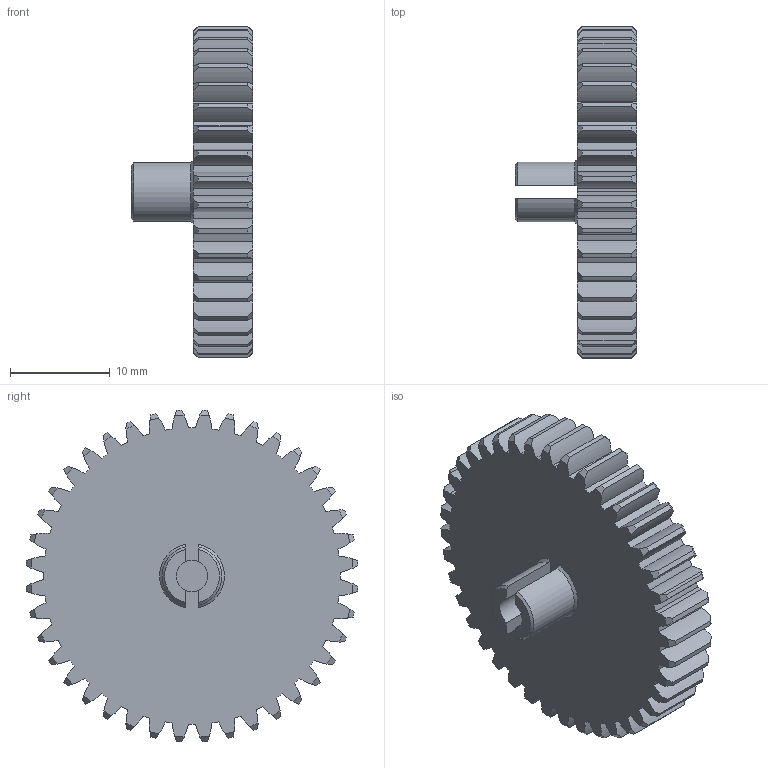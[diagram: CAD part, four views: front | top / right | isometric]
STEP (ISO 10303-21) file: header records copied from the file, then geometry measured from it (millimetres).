
FILE_DESCRIPTION (( 'STEP AP214' ), '1' );
FILE_NAME ('am-3202 40T 32DP 20PA NR Pinion Gear Only.STEP', '2017-08-29T22:58:12', ( '' ), ( '' ), 'SwSTEP 2.0', 'SolidWorks 2017', '' );
FILE_SCHEMA (( 'AUTOMOTIVE_DESIGN' ));
Length unit declared in the file: inch
Products named in the file (1): am-3202 40T 32DP 20PA NR Pinion Gear Only
Bounding box: 12.22 x 33.27 x 33.27 mm (x, y, z)
Volume: 4762.5 mm3; surface area: 2918.3 mm2
Topology: 1 solids, 1 shells, 262 faces, 777 edges, 518 vertices
Faces by surface type: cylinder 169, cone 84, plane 9
Entity records: 9215 total; most frequent: CARTESIAN_POINT 2074, ORIENTED_EDGE 1554, DIRECTION 1553, EDGE_CURVE 777, AXIS2_PLACEMENT_3D 685, VERTEX_POINT 518, CIRCLE 422, EDGE_LOOP 263
